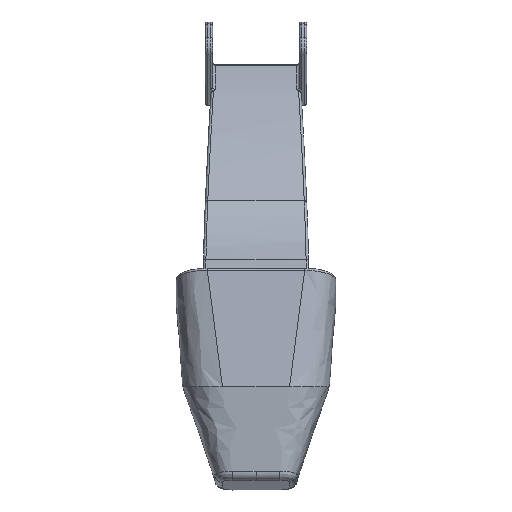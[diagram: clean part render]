
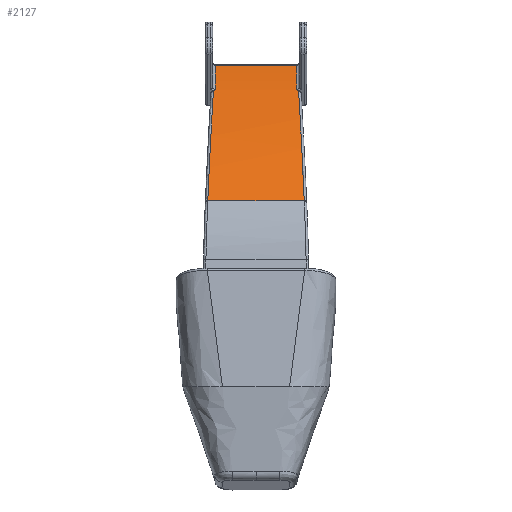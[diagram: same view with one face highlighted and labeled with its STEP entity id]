
A CAD part, top view. The second image highlights one B-rep face of the part: STEP entity #2127.
In plain terms, the highlighted cylindrical face has radius 270 mm (diameter 540 mm), a partial arc.
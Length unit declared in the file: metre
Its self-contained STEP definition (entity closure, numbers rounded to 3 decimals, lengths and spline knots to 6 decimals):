
#113=ELLIPSE('',#2288,0.270163,0.27);
#114=ELLIPSE('',#2291,0.270163,0.27);
#131=CIRCLE('',#2289,0.27);
#132=CIRCLE('',#2290,0.27);
#221=LINE('',#3660,#319);
#222=LINE('',#3672,#320);
#319=VECTOR('',#2524,1.);
#320=VECTOR('',#2529,1.);
#488=ORIENTED_EDGE('',*,*,#1162,.F.);
#489=ORIENTED_EDGE('',*,*,#1163,.T.);
#490=ORIENTED_EDGE('',*,*,#1164,.T.);
#491=ORIENTED_EDGE('',*,*,#1165,.T.);
#492=ORIENTED_EDGE('',*,*,#1166,.T.);
#493=ORIENTED_EDGE('',*,*,#1167,.T.);
#494=ORIENTED_EDGE('',*,*,#1168,.T.);
#495=ORIENTED_EDGE('',*,*,#1169,.T.);
#1162=EDGE_CURVE('',#1496,#1497,#221,.T.);
#1163=EDGE_CURVE('',#1496,#1498,#113,.T.);
#1164=EDGE_CURVE('',#1498,#1499,#1695,.T.);
#1165=EDGE_CURVE('',#1499,#1500,#131,.T.);
#1166=EDGE_CURVE('',#1500,#1501,#222,.T.);
#1167=EDGE_CURVE('',#1501,#1502,#132,.T.);
#1168=EDGE_CURVE('',#1502,#1503,#1696,.T.);
#1169=EDGE_CURVE('',#1503,#1497,#114,.T.);
#1496=VERTEX_POINT('',#3661);
#1497=VERTEX_POINT('',#3662);
#1498=VERTEX_POINT('',#3664);
#1499=VERTEX_POINT('',#3669);
#1500=VERTEX_POINT('',#3671);
#1501=VERTEX_POINT('',#3673);
#1502=VERTEX_POINT('',#3675);
#1503=VERTEX_POINT('',#3680);
#1695=B_SPLINE_CURVE_WITH_KNOTS('',3,(#3665,#3666,#3667,#3668),
 .UNSPECIFIED.,.F.,.F.,(4,4),(0.001138,0.002892),
 .UNSPECIFIED.);
#1696=B_SPLINE_CURVE_WITH_KNOTS('',3,(#3676,#3677,#3678,#3679),
 .UNSPECIFIED.,.F.,.F.,(4,4),(0.,0.001743),.UNSPECIFIED.);
#1796=EDGE_LOOP('',(#488,#489,#490,#491,#492,#493,#494,#495));
#1942=FACE_BOUND('',#1796,.T.);
#2077=CYLINDRICAL_SURFACE('',#2287,0.27);
#2127=ADVANCED_FACE('',(#1942),#2077,.T.);
#2287=AXIS2_PLACEMENT_3D('',#3659,#2522,#2523);
#2288=AXIS2_PLACEMENT_3D('',#3663,#2525,#2526);
#2289=AXIS2_PLACEMENT_3D('',#3670,#2527,#2528);
#2290=AXIS2_PLACEMENT_3D('',#3674,#2530,#2531);
#2291=AXIS2_PLACEMENT_3D('',#3681,#2532,#2533);
#2522=DIRECTION('',(-1.,0.,0.));
#2523=DIRECTION('',(0.,1.,0.));
#2524=DIRECTION('',(-1.,0.,0.));
#2525=DIRECTION('',(-0.999,-0.018,0.03));
#2526=DIRECTION('',(-0.035,0.51,-0.859));
#2527=DIRECTION('',(-1.,0.,0.));
#2528=DIRECTION('',(0.,1.,0.));
#2529=DIRECTION('',(-1.,0.,0.));
#2530=DIRECTION('',(1.,0.,0.));
#2531=DIRECTION('',(0.,-1.,0.));
#2532=DIRECTION('',(0.999,-0.018,0.03));
#2533=DIRECTION('',(-0.035,-0.51,0.859));
#3659=CARTESIAN_POINT('',(0.0175,-0.101628,-0.242952));
#3660=CARTESIAN_POINT('',(0.0175,0.075225,-0.038935));
#3661=CARTESIAN_POINT('',(0.019464,0.075225,-0.038935));
#3662=CARTESIAN_POINT('',(-0.019464,0.075225,-0.038935));
#3663=CARTESIAN_POINT('',(0.016499,-0.101628,-0.242952));
#3664=CARTESIAN_POINT('',(0.017211,0.119477,-0.087992));
#3665=CARTESIAN_POINT('',(0.017211,0.119477,-0.087992));
#3666=CARTESIAN_POINT('',(0.016769,0.11969,-0.088296));
#3667=CARTESIAN_POINT('',(0.0165,0.120017,-0.088764));
#3668=CARTESIAN_POINT('',(0.0165,0.12035,-0.089245));
#3669=CARTESIAN_POINT('',(0.0165,0.12035,-0.089245));
#3670=CARTESIAN_POINT('',(0.0165,-0.101628,-0.242952));
#3671=CARTESIAN_POINT('',(0.0165,0.130059,-0.104312));
#3672=CARTESIAN_POINT('',(0.0175,0.130059,-0.104312));
#3673=CARTESIAN_POINT('',(-0.0165,0.130059,-0.104312));
#3674=CARTESIAN_POINT('',(-0.0165,-0.101628,-0.242952));
#3675=CARTESIAN_POINT('',(-0.0165,0.12035,-0.089245));
#3676=CARTESIAN_POINT('',(-0.0165,0.12035,-0.089245));
#3677=CARTESIAN_POINT('',(-0.0165,0.120017,-0.088764));
#3678=CARTESIAN_POINT('',(-0.016765,0.119692,-0.088299));
#3679=CARTESIAN_POINT('',(-0.017211,0.119477,-0.087992));
#3680=CARTESIAN_POINT('',(-0.017211,0.119477,-0.087992));
#3681=CARTESIAN_POINT('',(-0.016499,-0.101628,-0.242952));
